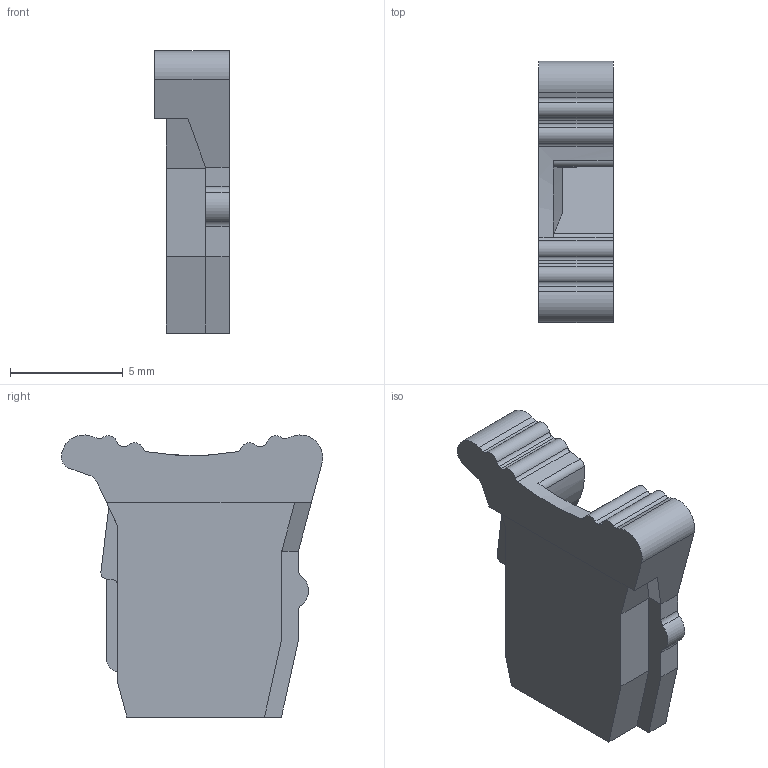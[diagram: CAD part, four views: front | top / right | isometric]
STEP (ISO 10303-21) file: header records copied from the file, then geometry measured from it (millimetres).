
FILE_DESCRIPTION(('CATIA V5 STEP Exchange','CAx-IF Rec.Pracs.--- Model Styling and Organization---1.4--- 2014-01-23'),'2;1');
FILE_NAME ('D1462763_1', '2023-07-28T06:04:52+00:00', ('none'), ('Weidmueller'), 'CATIA Version 5-6 Release 2016 SP3 HF44', 'CATIA V5 STEP AP214', 'none');
FILE_SCHEMA(('AUTOMOTIVE_DESIGN { 1 0 10303 214 1 1 1 1 }'));
Length unit declared in the file: millimetre
Products named in the file (1): 2482530000
Bounding box: 3.3 x 11.57 x 12.5 mm (x, y, z)
Volume: 264.1 mm3; surface area: 390.7 mm2
Topology: 1 solids, 3 shells, 92 faces, 260 edges, 174 vertices
Faces by surface type: plane 45, cylinder 36, cone 11
Entity records: 3110 total; most frequent: CARTESIAN_POINT 663, ORIENTED_EDGE 520, DIRECTION 413, EDGE_CURVE 260, VERTEX_POINT 174, AXIS2_PLACEMENT_3D 170, VECTOR 159, LINE 159
